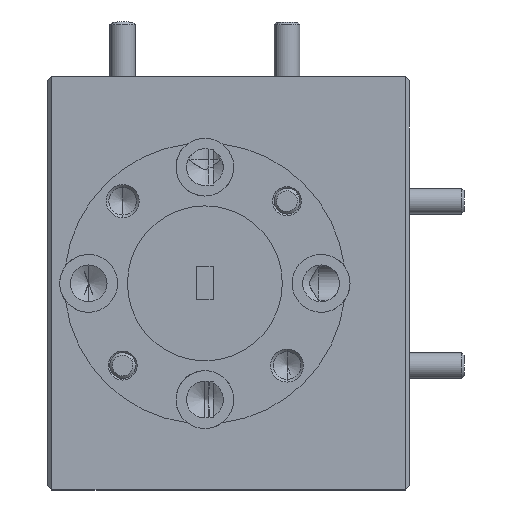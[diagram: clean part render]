
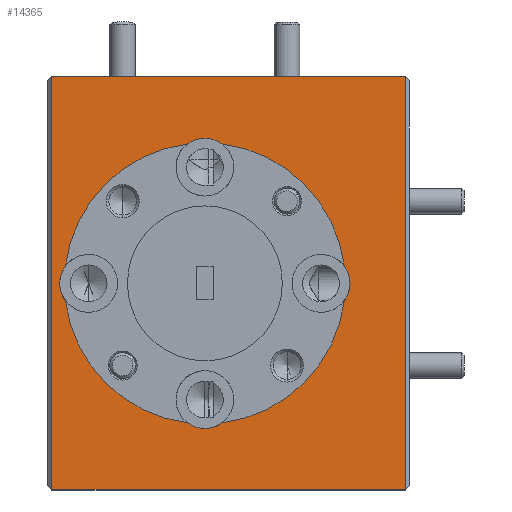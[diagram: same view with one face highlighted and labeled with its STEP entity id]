
A CAD part, left-side view. The second image highlights one B-rep face of the part: STEP entity #14365.
In plain terms, the highlighted planar face has unit normal (-1, 0, 0).
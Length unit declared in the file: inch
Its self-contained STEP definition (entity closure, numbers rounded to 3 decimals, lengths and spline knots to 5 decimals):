
#108 = CIRCLE ( 'NONE', #1113, 0.07 ) ;
#123 = ORIENTED_EDGE ( 'NONE', *, *, #7582, .T. ) ;
#219 = CARTESIAN_POINT ( 'NONE',  ( -0.5, 0.475, 0.5 ) ) ;
#220 = AXIS2_PLACEMENT_3D ( 'NONE', #14284, #4857, #11964 ) ;
#259 = ORIENTED_EDGE ( 'NONE', *, *, #2532, .F. ) ;
#263 = DIRECTION ( 'NONE',  ( -1., 0., 0. ) ) ;
#305 = AXIS2_PLACEMENT_3D ( 'NONE', #9645, #3611, #10730 ) ;
#444 = DIRECTION ( 'NONE',  ( 1., 0., 0. ) ) ;
#468 = VECTOR ( 'NONE', #6077, 39.37008 ) ;
#539 = ORIENTED_EDGE ( 'NONE', *, *, #13919, .T. ) ;
#841 = CIRCLE ( 'NONE', #7281, 0.07 ) ;
#1002 = AXIS2_PLACEMENT_3D ( 'NONE', #5237, #1604, #3995 ) ;
#1087 = VERTEX_POINT ( 'NONE', #10102 ) ;
#1113 = AXIS2_PLACEMENT_3D ( 'NONE', #13956, #4350, #7843 ) ;
#1124 = DIRECTION ( 'NONE',  ( -1., 0., 0. ) ) ;
#1193 = CARTESIAN_POINT ( 'NONE',  ( -0.5, 0.495, 0.28125 ) ) ;
#1318 = PLANE ( 'NONE',  #15075 ) ;
#1348 = CARTESIAN_POINT ( 'NONE',  ( -0.5, 0.01, 0.5 ) ) ;
#1499 = EDGE_CURVE ( 'NONE', #14214, #5325, #2336, .T. ) ;
#1604 = DIRECTION ( 'NONE',  ( -1., 0., 0. ) ) ;
#1680 = AXIS2_PLACEMENT_3D ( 'NONE', #13244, #3499, #8238 ) ;
#2001 = VERTEX_POINT ( 'NONE', #5574 ) ;
#2336 = CIRCLE ( 'NONE', #11487, 0.07 ) ;
#2356 = CARTESIAN_POINT ( 'NONE',  ( -0.5, 0.45323, 0.33743 ) ) ;
#2532 = EDGE_CURVE ( 'NONE', #12641, #9816, #7023, .T. ) ;
#2580 = EDGE_CURVE ( 'NONE', #6179, #12641, #3561, .T. ) ;
#2645 = EDGE_LOOP ( 'NONE', ( #6895, #8419, #259, #7941, #13391, #15226, #6244, #13366, #3516, #6284 ) ) ;
#3123 = EDGE_CURVE ( 'NONE', #6356, #1087, #12304, .T. ) ;
#3291 = CARTESIAN_POINT ( 'NONE',  ( -0.5, 0.83243, -0.04177 ) ) ;
#3499 = DIRECTION ( 'NONE',  ( -1., 0., 0. ) ) ;
#3516 = ORIENTED_EDGE ( 'NONE', *, *, #14742, .T. ) ;
#3561 = CIRCLE ( 'NONE', #6281, 0.34 ) ;
#3611 = DIRECTION ( 'NONE',  ( -1., 0., 0. ) ) ;
#3872 = DIRECTION ( 'NONE',  ( 0., 0., -1. ) ) ;
#3939 = FACE_OUTER_BOUND ( 'NONE', #8832, .T. ) ;
#3964 = CARTESIAN_POINT ( 'NONE',  ( -0.5, 0.77625, 0. ) ) ;
#3995 = DIRECTION ( 'NONE',  ( 0., 0., 1. ) ) ;
#4121 = VERTEX_POINT ( 'NONE', #5380 ) ;
#4232 = VERTEX_POINT ( 'NONE', #7627 ) ;
#4290 = VERTEX_POINT ( 'NONE', #8031 ) ;
#4350 = DIRECTION ( 'NONE',  ( -1., 0., 0. ) ) ;
#4857 = DIRECTION ( 'NONE',  ( 1., 0., 0. ) ) ;
#4954 = DIRECTION ( 'NONE',  ( 1., 0., 0. ) ) ;
#5174 = VECTOR ( 'NONE', #11793, 39.37008 ) ;
#5237 = CARTESIAN_POINT ( 'NONE',  ( -0.5, 0.495, 0.28125 ) ) ;
#5325 = VERTEX_POINT ( 'NONE', #3291 ) ;
#5364 = DIRECTION ( 'NONE',  ( -1., 0., 0. ) ) ;
#5380 = CARTESIAN_POINT ( 'NONE',  ( -0.5, 0.53677, 0.33743 ) ) ;
#5405 = ORIENTED_EDGE ( 'NONE', *, *, #12284, .F. ) ;
#5574 = CARTESIAN_POINT ( 'NONE',  ( -0.5, 0.01, 0.5 ) ) ;
#5596 = CARTESIAN_POINT ( 'NONE',  ( -0.5, 0.15758, 0.04177 ) ) ;
#5714 = CIRCLE ( 'NONE', #1002, 0.07 ) ;
#5850 = CARTESIAN_POINT ( 'NONE',  ( -0.5, 0.475, -0.5 ) ) ;
#6077 = DIRECTION ( 'NONE',  ( 0., 0., 1. ) ) ;
#6119 = DIRECTION ( 'NONE',  ( 0., 0., 1. ) ) ;
#6179 = VERTEX_POINT ( 'NONE', #5596 ) ;
#6244 = ORIENTED_EDGE ( 'NONE', *, *, #10403, .F. ) ;
#6281 = AXIS2_PLACEMENT_3D ( 'NONE', #10944, #12173, #12096 ) ;
#6284 = ORIENTED_EDGE ( 'NONE', *, *, #1499, .F. ) ;
#6356 = VERTEX_POINT ( 'NONE', #8609 ) ;
#6868 = DIRECTION ( 'NONE',  ( 0., -1., 0. ) ) ;
#6895 = ORIENTED_EDGE ( 'NONE', *, *, #13709, .T. ) ;
#6941 = CARTESIAN_POINT ( 'NONE',  ( -0.5, 0.865, 0.5 ) ) ;
#7023 = CIRCLE ( 'NONE', #8763, 0.07 ) ;
#7028 = LINE ( 'NONE', #7100, #7288 ) ;
#7046 = DIRECTION ( 'NONE',  ( 0., 0., -1. ) ) ;
#7100 = CARTESIAN_POINT ( 'NONE',  ( -0.5, 0.475, 0.5 ) ) ;
#7274 = LINE ( 'NONE', #11824, #8943 ) ;
#7281 = AXIS2_PLACEMENT_3D ( 'NONE', #10959, #263, #8581 ) ;
#7288 = VECTOR ( 'NONE', #6868, 39.37008 ) ;
#7514 = FACE_BOUND ( 'NONE', #2645, .T. ) ;
#7582 = EDGE_CURVE ( 'NONE', #9077, #4232, #7274, .T. ) ;
#7627 = CARTESIAN_POINT ( 'NONE',  ( -0.5, 0.865, -0.5 ) ) ;
#7843 = DIRECTION ( 'NONE',  ( 0., 0., 1. ) ) ;
#7850 = VERTEX_POINT ( 'NONE', #11509 ) ;
#7939 = LINE ( 'NONE', #5850, #5174 ) ;
#7941 = ORIENTED_EDGE ( 'NONE', *, *, #2580, .F. ) ;
#8031 = CARTESIAN_POINT ( 'NONE',  ( -0.5, 0.15758, -0.04177 ) ) ;
#8238 = DIRECTION ( 'NONE',  ( 0., 0., 1. ) ) ;
#8267 = DIRECTION ( 'NONE',  ( 0., 0., 1. ) ) ;
#8419 = ORIENTED_EDGE ( 'NONE', *, *, #8888, .F. ) ;
#8581 = DIRECTION ( 'NONE',  ( 0., 0., 1. ) ) ;
#8609 = CARTESIAN_POINT ( 'NONE',  ( -0.5, 0.53677, -0.33742 ) ) ;
#8763 = AXIS2_PLACEMENT_3D ( 'NONE', #1193, #1124, #8267 ) ;
#8791 = CARTESIAN_POINT ( 'NONE',  ( -0.5, 0.83242, 0.04177 ) ) ;
#8832 = EDGE_LOOP ( 'NONE', ( #5405, #123, #539, #13511 ) ) ;
#8888 = EDGE_CURVE ( 'NONE', #9816, #4121, #5714, .T. ) ;
#8943 = VECTOR ( 'NONE', #7046, 39.37008 ) ;
#9077 = VERTEX_POINT ( 'NONE', #6941 ) ;
#9163 = CIRCLE ( 'NONE', #13335, 0.34 ) ;
#9239 = CARTESIAN_POINT ( 'NONE',  ( -0.5, 0.495, 0.35125 ) ) ;
#9244 = EDGE_CURVE ( 'NONE', #7850, #4290, #10461, .T. ) ;
#9645 = CARTESIAN_POINT ( 'NONE',  ( -0.5, 0.495, 0. ) ) ;
#9687 = CARTESIAN_POINT ( 'NONE',  ( -0.5, 0.495, 0. ) ) ;
#9816 = VERTEX_POINT ( 'NONE', #9239 ) ;
#9880 = CARTESIAN_POINT ( 'NONE',  ( -0.5, 0.01, -0.5 ) ) ;
#10091 = DIRECTION ( 'NONE',  ( 0., 0., 1. ) ) ;
#10102 = CARTESIAN_POINT ( 'NONE',  ( -0.5, 0.495, -0.35125 ) ) ;
#10403 = EDGE_CURVE ( 'NONE', #1087, #7850, #841, .T. ) ;
#10461 = CIRCLE ( 'NONE', #305, 0.34 ) ;
#10730 = DIRECTION ( 'NONE',  ( 0., 0., 1. ) ) ;
#10944 = CARTESIAN_POINT ( 'NONE',  ( -0.5, 0.495, 0. ) ) ;
#10959 = CARTESIAN_POINT ( 'NONE',  ( -0.5, 0.495, -0.28125 ) ) ;
#11487 = AXIS2_PLACEMENT_3D ( 'NONE', #3964, #5364, #10091 ) ;
#11509 = CARTESIAN_POINT ( 'NONE',  ( -0.5, 0.45323, -0.33742 ) ) ;
#11793 = DIRECTION ( 'NONE',  ( 0., -1., 0. ) ) ;
#11824 = CARTESIAN_POINT ( 'NONE',  ( -0.5, 0.865, 0.5 ) ) ;
#11964 = DIRECTION ( 'NONE',  ( 0., 0., 1. ) ) ;
#12096 = DIRECTION ( 'NONE',  ( 0., 0., 1. ) ) ;
#12173 = DIRECTION ( 'NONE',  ( -1., 0., 0. ) ) ;
#12284 = EDGE_CURVE ( 'NONE', #9077, #2001, #7028, .T. ) ;
#12304 = CIRCLE ( 'NONE', #1680, 0.07 ) ;
#12515 = VERTEX_POINT ( 'NONE', #9880 ) ;
#12641 = VERTEX_POINT ( 'NONE', #2356 ) ;
#13096 = LINE ( 'NONE', #1348, #468 ) ;
#13134 = EDGE_CURVE ( 'NONE', #4290, #6179, #108, .T. ) ;
#13244 = CARTESIAN_POINT ( 'NONE',  ( -0.5, 0.495, -0.28125 ) ) ;
#13318 = CIRCLE ( 'NONE', #220, 0.34 ) ;
#13335 = AXIS2_PLACEMENT_3D ( 'NONE', #9687, #4954, #6119 ) ;
#13366 = ORIENTED_EDGE ( 'NONE', *, *, #3123, .F. ) ;
#13391 = ORIENTED_EDGE ( 'NONE', *, *, #13134, .F. ) ;
#13511 = ORIENTED_EDGE ( 'NONE', *, *, #14167, .T. ) ;
#13709 = EDGE_CURVE ( 'NONE', #14214, #4121, #13318, .T. ) ;
#13919 = EDGE_CURVE ( 'NONE', #4232, #12515, #7939, .T. ) ;
#13956 = CARTESIAN_POINT ( 'NONE',  ( -0.5, 0.21375, 0. ) ) ;
#14167 = EDGE_CURVE ( 'NONE', #12515, #2001, #13096, .T. ) ;
#14214 = VERTEX_POINT ( 'NONE', #8791 ) ;
#14284 = CARTESIAN_POINT ( 'NONE',  ( -0.5, 0.495, 0. ) ) ;
#14365 = ADVANCED_FACE ( 'NONE', ( #3939, #7514 ), #1318, .F. ) ;
#14742 = EDGE_CURVE ( 'NONE', #6356, #5325, #9163, .T. ) ;
#15075 = AXIS2_PLACEMENT_3D ( 'NONE', #219, #444, #3872 ) ;
#15226 = ORIENTED_EDGE ( 'NONE', *, *, #9244, .F. ) ;
